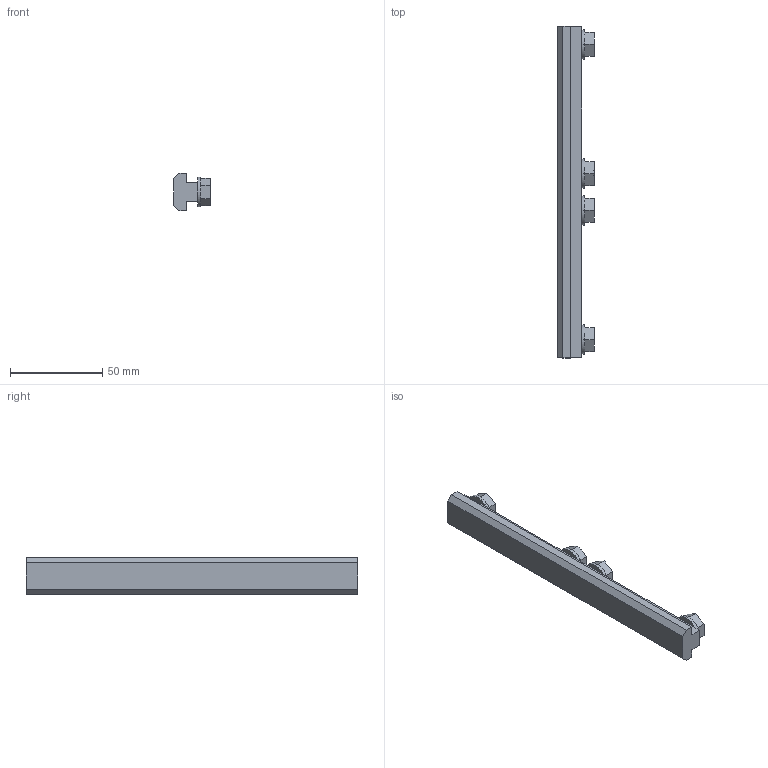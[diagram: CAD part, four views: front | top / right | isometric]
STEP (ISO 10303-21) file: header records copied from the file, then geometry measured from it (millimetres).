
FILE_DESCRIPTION (( 'STEP AP214' ), '1' );
FILE_NAME ('6121150', '2019-02-04T09:21:15', ( '' ), ('JUGARD+KÜNSTNER GmbH'), 'SwSTEP 2.0', 'SolidWorks 2017', '' );
FILE_SCHEMA (( 'AUTOMOTIVE_DESIGN' ));
Length unit declared in the file: millimetre
Products named in the file (1): 6121150_CNAJF00
Bounding box: 19.9 x 180 x 20.1 mm (x, y, z)
Volume: 39087.5 mm3; surface area: 13589.5 mm2
Topology: 1 solids, 3 shells, 77 faces, 185 edges, 118 vertices
Faces by surface type: plane 60, cylinder 16, cone 1
Entity records: 2260 total; most frequent: DIRECTION 388, CARTESIAN_POINT 387, ORIENTED_EDGE 370, EDGE_CURVE 185, LINE 134, VECTOR 134, AXIS2_PLACEMENT_3D 127, VERTEX_POINT 118
